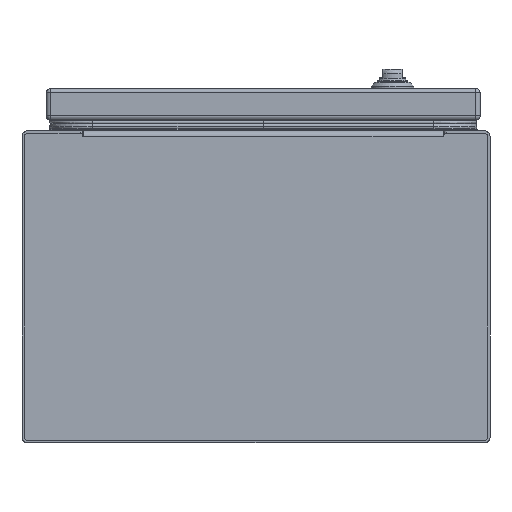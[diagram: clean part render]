
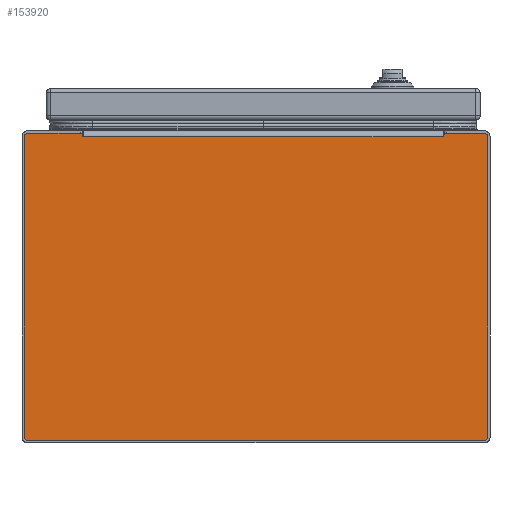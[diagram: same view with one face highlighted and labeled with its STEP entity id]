
A CAD part, front view. The second image highlights one B-rep face of the part: STEP entity #153920.
In plain terms, the highlighted planar face has unit normal (0, -1, 0).
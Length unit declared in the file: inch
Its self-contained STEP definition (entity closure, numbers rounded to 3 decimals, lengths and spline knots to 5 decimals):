
#83 = DIRECTION ( 'NONE',  ( 1., 0., 0. ) ) ;
#1706 = CARTESIAN_POINT ( 'NONE',  ( -4.4386, -12., 3.855 ) ) ;
#2691 = DIRECTION ( 'NONE',  ( -0.174, 0., 0.985 ) ) ;
#3058 = VERTEX_POINT ( 'NONE', #49514 ) ;
#5496 = VECTOR ( 'NONE', #139126, 39.37008 ) ;
#5887 = EDGE_LOOP ( 'NONE', ( #155023, #106672, #59565, #121887, #62070, #95988, #12069, #103406, #78854, #77588, #144352, #92477, #95778, #12280 ) ) ;
#6714 = LINE ( 'NONE', #95626, #108672 ) ;
#12069 = ORIENTED_EDGE ( 'NONE', *, *, #73603, .F. ) ;
#12280 = ORIENTED_EDGE ( 'NONE', *, *, #80835, .T. ) ;
#12961 = DIRECTION ( 'NONE',  ( 0., 1., 0. ) ) ;
#15963 = CARTESIAN_POINT ( 'NONE',  ( 0., -12., -3.937 ) ) ;
#18199 = EDGE_CURVE ( 'NONE', #3058, #104450, #79088, .T. ) ;
#18763 = EDGE_CURVE ( 'NONE', #45252, #3058, #126449, .T. ) ;
#19040 = VERTEX_POINT ( 'NONE', #1706 ) ;
#19292 = VERTEX_POINT ( 'NONE', #79558 ) ;
#20868 = DIRECTION ( 'NONE',  ( -1., 0., 0. ) ) ;
#20914 = VERTEX_POINT ( 'NONE', #132434 ) ;
#20997 = LINE ( 'NONE', #85812, #54199 ) ;
#23373 = LINE ( 'NONE', #135544, #161231 ) ;
#24263 = DIRECTION ( 'NONE',  ( 1., 0., 0. ) ) ;
#24527 = VERTEX_POINT ( 'NONE', #114707 ) ;
#24684 = VERTEX_POINT ( 'NONE', #54620 ) ;
#25659 = AXIS2_PLACEMENT_3D ( 'NONE', #100241, #12961, #150835 ) ;
#31343 = VERTEX_POINT ( 'NONE', #126294 ) ;
#34601 = DIRECTION ( 'NONE',  ( -1., 0., 0. ) ) ;
#35636 = CARTESIAN_POINT ( 'NONE',  ( -5.857, -12., -3.937 ) ) ;
#36558 = CARTESIAN_POINT ( 'NONE',  ( 4.82806, -12., 3.937 ) ) ;
#37294 = EDGE_CURVE ( 'NONE', #57496, #45694, #148480, .T. ) ;
#38842 = CARTESIAN_POINT ( 'NONE',  ( -5.857, -12., 3.857 ) ) ;
#38917 = CARTESIAN_POINT ( 'NONE',  ( -5.937, -12., 0. ) ) ;
#39710 = DIRECTION ( 'NONE',  ( 0., 0., -1. ) ) ;
#40024 = CARTESIAN_POINT ( 'NONE',  ( -4.4386, -12., 3.855 ) ) ;
#41215 = VECTOR ( 'NONE', #66514, 39.37008 ) ;
#42250 = LINE ( 'NONE', #56301, #129249 ) ;
#45252 = VERTEX_POINT ( 'NONE', #109957 ) ;
#45694 = VERTEX_POINT ( 'NONE', #95161 ) ;
#46834 = EDGE_CURVE ( 'NONE', #112426, #57496, #78436, .T. ) ;
#48900 = FACE_OUTER_BOUND ( 'NONE', #5887, .T. ) ;
#49514 = CARTESIAN_POINT ( 'NONE',  ( 5.857, -12., -3.937 ) ) ;
#50139 = AXIS2_PLACEMENT_3D ( 'NONE', #116277, #127871, #39710 ) ;
#50528 = EDGE_CURVE ( 'NONE', #98760, #31343, #103298, .T. ) ;
#51026 = VECTOR ( 'NONE', #145251, 39.37008 ) ;
#54199 = VECTOR ( 'NONE', #24263, 39.37008 ) ;
#54620 = CARTESIAN_POINT ( 'NONE',  ( -5.937, -12., 3.857 ) ) ;
#56301 = CARTESIAN_POINT ( 'NONE',  ( 5.937, -12., 0. ) ) ;
#57496 = VERTEX_POINT ( 'NONE', #104994 ) ;
#59565 = ORIENTED_EDGE ( 'NONE', *, *, #64853, .F. ) ;
#62070 = ORIENTED_EDGE ( 'NONE', *, *, #18199, .F. ) ;
#64853 = EDGE_CURVE ( 'NONE', #79680, #24684, #88909, .T. ) ;
#66514 = DIRECTION ( 'NONE',  ( -1., 0., 0. ) ) ;
#72550 = CARTESIAN_POINT ( 'NONE',  ( -5.937, -12., -3.857 ) ) ;
#73603 = EDGE_CURVE ( 'NONE', #31343, #45252, #42250, .T. ) ;
#75514 = DIRECTION ( 'NONE',  ( 0., 1., 0. ) ) ;
#75730 = DIRECTION ( 'NONE',  ( 0., 0., -1. ) ) ;
#77125 = DIRECTION ( 'NONE',  ( 0., 1., 0. ) ) ;
#77588 = ORIENTED_EDGE ( 'NONE', *, *, #46834, .T. ) ;
#78436 = LINE ( 'NONE', #103399, #5496 ) ;
#78854 = ORIENTED_EDGE ( 'NONE', *, *, #111269, .F. ) ;
#79088 = LINE ( 'NONE', #15963, #41215 ) ;
#79558 = CARTESIAN_POINT ( 'NONE',  ( -5.857, -12., 3.937 ) ) ;
#79680 = VERTEX_POINT ( 'NONE', #72550 ) ;
#79935 = AXIS2_PLACEMENT_3D ( 'NONE', #38842, #77125, #149484 ) ;
#80835 = EDGE_CURVE ( 'NONE', #19040, #24527, #100834, .T. ) ;
#82316 = VECTOR ( 'NONE', #162845, 39.37008 ) ;
#85812 = CARTESIAN_POINT ( 'NONE',  ( 0., -12., 3.937 ) ) ;
#87966 = CIRCLE ( 'NONE', #79935, 0.08 ) ;
#88909 = LINE ( 'NONE', #38917, #82316 ) ;
#92256 = DIRECTION ( 'NONE',  ( 0., 0., -1. ) ) ;
#92477 = ORIENTED_EDGE ( 'NONE', *, *, #109797, .T. ) ;
#95161 = CARTESIAN_POINT ( 'NONE',  ( 4.798, -12., 3.855 ) ) ;
#95626 = CARTESIAN_POINT ( 'NONE',  ( 0., -12., 3.855 ) ) ;
#95778 = ORIENTED_EDGE ( 'NONE', *, *, #144069, .T. ) ;
#95988 = ORIENTED_EDGE ( 'NONE', *, *, #18763, .F. ) ;
#98760 = VERTEX_POINT ( 'NONE', #142811 ) ;
#99350 = EDGE_CURVE ( 'NONE', #19292, #24527, #23373, .T. ) ;
#100241 = CARTESIAN_POINT ( 'NONE',  ( 5.857, -12., -3.857 ) ) ;
#100834 = LINE ( 'NONE', #40024, #124601 ) ;
#102149 = DIRECTION ( 'NONE',  ( 0., 0., -1. ) ) ;
#103298 = CIRCLE ( 'NONE', #161638, 0.08 ) ;
#103399 = CARTESIAN_POINT ( 'NONE',  ( 4.82806, -12., 3.937 ) ) ;
#103406 = ORIENTED_EDGE ( 'NONE', *, *, #50528, .F. ) ;
#104450 = VERTEX_POINT ( 'NONE', #35636 ) ;
#104994 = CARTESIAN_POINT ( 'NONE',  ( 4.8136, -12., 3.855 ) ) ;
#106421 = EDGE_CURVE ( 'NONE', #24684, #19292, #87966, .T. ) ;
#106672 = ORIENTED_EDGE ( 'NONE', *, *, #106421, .F. ) ;
#107973 = LINE ( 'NONE', #119587, #51026 ) ;
#108672 = VECTOR ( 'NONE', #20868, 39.37008 ) ;
#109797 = EDGE_CURVE ( 'NONE', #45694, #20914, #107973, .T. ) ;
#109957 = CARTESIAN_POINT ( 'NONE',  ( 5.937, -12., -3.857 ) ) ;
#111269 = EDGE_CURVE ( 'NONE', #112426, #98760, #20997, .T. ) ;
#112426 = VERTEX_POINT ( 'NONE', #36558 ) ;
#114707 = CARTESIAN_POINT ( 'NONE',  ( -4.45306, -12., 3.937 ) ) ;
#116277 = CARTESIAN_POINT ( 'NONE',  ( 0., -12., 0. ) ) ;
#119587 = CARTESIAN_POINT ( 'NONE',  ( 0., -12., 3.855 ) ) ;
#121887 = ORIENTED_EDGE ( 'NONE', *, *, #153421, .F. ) ;
#122254 = VECTOR ( 'NONE', #34601, 39.37008 ) ;
#124601 = VECTOR ( 'NONE', #2691, 39.37008 ) ;
#126294 = CARTESIAN_POINT ( 'NONE',  ( 5.937, -12., 3.857 ) ) ;
#126449 = CIRCLE ( 'NONE', #25659, 0.08 ) ;
#127871 = DIRECTION ( 'NONE',  ( 0., -1., 0. ) ) ;
#129249 = VECTOR ( 'NONE', #92256, 39.37008 ) ;
#129674 = CIRCLE ( 'NONE', #135029, 0.08 ) ;
#132434 = CARTESIAN_POINT ( 'NONE',  ( -4.423, -12., 3.855 ) ) ;
#134171 = DIRECTION ( 'NONE',  ( 0., 1., 0. ) ) ;
#135029 = AXIS2_PLACEMENT_3D ( 'NONE', #138877, #134171, #75730 ) ;
#135544 = CARTESIAN_POINT ( 'NONE',  ( 0., -12., 3.937 ) ) ;
#138877 = CARTESIAN_POINT ( 'NONE',  ( -5.857, -12., -3.857 ) ) ;
#139126 = DIRECTION ( 'NONE',  ( -0.174, 0., -0.985 ) ) ;
#142811 = CARTESIAN_POINT ( 'NONE',  ( 5.857, -12., 3.937 ) ) ;
#144069 = EDGE_CURVE ( 'NONE', #20914, #19040, #6714, .T. ) ;
#144352 = ORIENTED_EDGE ( 'NONE', *, *, #37294, .T. ) ;
#145251 = DIRECTION ( 'NONE',  ( -1., 0., 0. ) ) ;
#146786 = CARTESIAN_POINT ( 'NONE',  ( 4.80579, -12., 3.855 ) ) ;
#148480 = LINE ( 'NONE', #146786, #122254 ) ;
#149484 = DIRECTION ( 'NONE',  ( 0., 0., -1. ) ) ;
#150835 = DIRECTION ( 'NONE',  ( 0., 0., -1. ) ) ;
#153421 = EDGE_CURVE ( 'NONE', #104450, #79680, #129674, .T. ) ;
#153920 = ADVANCED_FACE ( 'NONE', ( #48900 ), #163645, .T. ) ;
#155023 = ORIENTED_EDGE ( 'NONE', *, *, #99350, .F. ) ;
#161231 = VECTOR ( 'NONE', #83, 39.37008 ) ;
#161638 = AXIS2_PLACEMENT_3D ( 'NONE', #161999, #75514, #102149 ) ;
#161999 = CARTESIAN_POINT ( 'NONE',  ( 5.857, -12., 3.857 ) ) ;
#162845 = DIRECTION ( 'NONE',  ( 0., 0., 1. ) ) ;
#163645 = PLANE ( 'NONE',  #50139 ) ;
